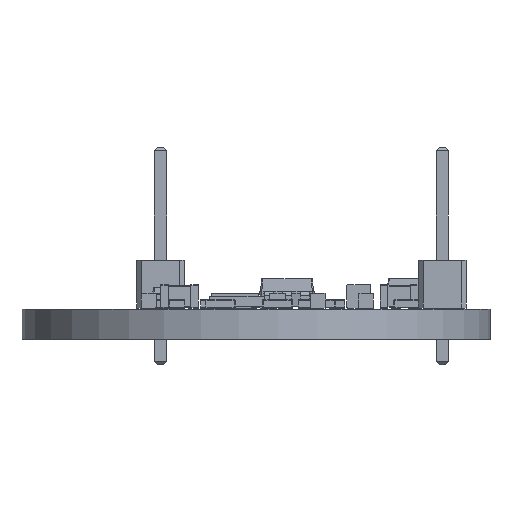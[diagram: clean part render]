
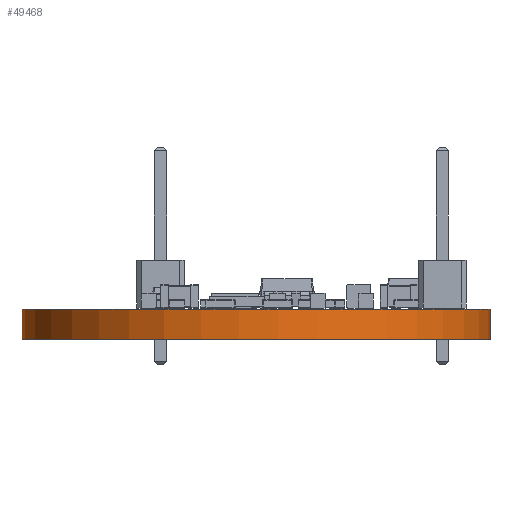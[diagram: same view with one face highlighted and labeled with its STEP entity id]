
A CAD part, left-side view. The second image highlights one B-rep face of the part: STEP entity #49468.
In plain terms, the highlighted cylindrical face has radius 12.446 mm (diameter 24.892 mm), a partial arc.
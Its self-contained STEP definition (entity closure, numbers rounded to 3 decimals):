
#49287 = PLANE('',#49288);
#49288 = AXIS2_PLACEMENT_3D('',#49289,#49290,#49291);
#49289 = CARTESIAN_POINT('',(67.818,-38.354,0.));
#49290 = DIRECTION('',(0.,-1.,0.));
#49291 = DIRECTION('',(-1.,0.,0.));
#49312 = VERTEX_POINT('',#49313);
#49313 = CARTESIAN_POINT('',(65.786,-38.354,1.6));
#49327 = PLANE('',#49328);
#49328 = AXIS2_PLACEMENT_3D('',#49329,#49330,#49331);
#49329 = CARTESIAN_POINT('',(78.227,-50.742,1.6));
#49330 = DIRECTION('',(0.,0.,1.));
#49331 = DIRECTION('',(1.,0.,0.));
#49339 = EDGE_CURVE('',#49340,#49312,#49342,.T.);
#49340 = VERTEX_POINT('',#49341);
#49341 = CARTESIAN_POINT('',(65.786,-38.354,0.));
#49342 = SURFACE_CURVE('',#49343,(#49347,#49354),.PCURVE_S1.);
#49343 = LINE('',#49344,#49345);
#49344 = CARTESIAN_POINT('',(65.786,-38.354,0.));
#49345 = VECTOR('',#49346,1.);
#49346 = DIRECTION('',(0.,0.,1.));
#49347 = PCURVE('',#49287,#49348);
#49348 = DEFINITIONAL_REPRESENTATION('',(#49349),#49353);
#49349 = LINE('',#49350,#49351);
#49350 = CARTESIAN_POINT('',(2.032,0.));
#49351 = VECTOR('',#49352,1.);
#49352 = DIRECTION('',(0.,-1.));
#49353 = ( GEOMETRIC_REPRESENTATION_CONTEXT(2) 
PARAMETRIC_REPRESENTATION_CONTEXT() REPRESENTATION_CONTEXT('2D SPACE',''
  ) );
#49354 = PCURVE('',#49355,#49360);
#49355 = CYLINDRICAL_SURFACE('',#49356,12.446);
#49356 = AXIS2_PLACEMENT_3D('',#49357,#49358,#49359);
#49357 = CARTESIAN_POINT('',(65.786,-50.8,0.));
#49358 = DIRECTION('',(0.,0.,-1.));
#49359 = DIRECTION('',(1.,0.,0.));
#49360 = DEFINITIONAL_REPRESENTATION('',(#49361),#49365);
#49361 = LINE('',#49362,#49363);
#49362 = CARTESIAN_POINT('',(-1.571,0.));
#49363 = VECTOR('',#49364,1.);
#49364 = DIRECTION('',(0.,-1.));
#49365 = ( GEOMETRIC_REPRESENTATION_CONTEXT(2) 
PARAMETRIC_REPRESENTATION_CONTEXT() REPRESENTATION_CONTEXT('2D SPACE',''
  ) );
#49381 = PLANE('',#49382);
#49382 = AXIS2_PLACEMENT_3D('',#49383,#49384,#49385);
#49383 = CARTESIAN_POINT('',(78.227,-50.742,0.));
#49384 = DIRECTION('',(0.,0.,1.));
#49385 = DIRECTION('',(1.,0.,0.));
#49468 = ADVANCED_FACE('',(#49469),#49355,.T.);
#49469 = FACE_BOUND('',#49470,.F.);
#49470 = EDGE_LOOP('',(#49471,#49472,#49496,#49524));
#49471 = ORIENTED_EDGE('',*,*,#49339,.T.);
#49472 = ORIENTED_EDGE('',*,*,#49473,.T.);
#49473 = EDGE_CURVE('',#49312,#49474,#49476,.T.);
#49474 = VERTEX_POINT('',#49475);
#49475 = CARTESIAN_POINT('',(66.082,-63.242,1.6));
#49476 = SURFACE_CURVE('',#49477,(#49482,#49489),.PCURVE_S1.);
#49477 = CIRCLE('',#49478,12.446);
#49478 = AXIS2_PLACEMENT_3D('',#49479,#49480,#49481);
#49479 = CARTESIAN_POINT('',(65.786,-50.8,1.6));
#49480 = DIRECTION('',(0.,0.,1.));
#49481 = DIRECTION('',(1.,0.,0.));
#49482 = PCURVE('',#49355,#49483);
#49483 = DEFINITIONAL_REPRESENTATION('',(#49484),#49488);
#49484 = LINE('',#49485,#49486);
#49485 = CARTESIAN_POINT('',(0.,-1.6));
#49486 = VECTOR('',#49487,1.);
#49487 = DIRECTION('',(-1.,0.));
#49488 = ( GEOMETRIC_REPRESENTATION_CONTEXT(2) 
PARAMETRIC_REPRESENTATION_CONTEXT() REPRESENTATION_CONTEXT('2D SPACE',''
  ) );
#49489 = PCURVE('',#49327,#49490);
#49490 = DEFINITIONAL_REPRESENTATION('',(#49491),#49495);
#49491 = CIRCLE('',#49492,12.446);
#49492 = AXIS2_PLACEMENT_2D('',#49493,#49494);
#49493 = CARTESIAN_POINT('',(-12.441,-0.058));
#49494 = DIRECTION('',(1.,0.));
#49495 = ( GEOMETRIC_REPRESENTATION_CONTEXT(2) 
PARAMETRIC_REPRESENTATION_CONTEXT() REPRESENTATION_CONTEXT('2D SPACE',''
  ) );
#49496 = ORIENTED_EDGE('',*,*,#49497,.F.);
#49497 = EDGE_CURVE('',#49498,#49474,#49500,.T.);
#49498 = VERTEX_POINT('',#49499);
#49499 = CARTESIAN_POINT('',(66.082,-63.242,0.));
#49500 = SURFACE_CURVE('',#49501,(#49505,#49512),.PCURVE_S1.);
#49501 = LINE('',#49502,#49503);
#49502 = CARTESIAN_POINT('',(66.082,-63.242,0.));
#49503 = VECTOR('',#49504,1.);
#49504 = DIRECTION('',(0.,0.,1.));
#49505 = PCURVE('',#49355,#49506);
#49506 = DEFINITIONAL_REPRESENTATION('',(#49507),#49511);
#49507 = LINE('',#49508,#49509);
#49508 = CARTESIAN_POINT('',(-4.736,0.));
#49509 = VECTOR('',#49510,1.);
#49510 = DIRECTION('',(0.,-1.));
#49511 = ( GEOMETRIC_REPRESENTATION_CONTEXT(2) 
PARAMETRIC_REPRESENTATION_CONTEXT() REPRESENTATION_CONTEXT('2D SPACE',''
  ) );
#49512 = PCURVE('',#49513,#49518);
#49513 = PLANE('',#49514);
#49514 = AXIS2_PLACEMENT_3D('',#49515,#49516,#49517);
#49515 = CARTESIAN_POINT('',(66.082,-63.242,0.));
#49516 = DIRECTION('',(0.,1.,0.));
#49517 = DIRECTION('',(1.,0.,0.));
#49518 = DEFINITIONAL_REPRESENTATION('',(#49519),#49523);
#49519 = LINE('',#49520,#49521);
#49520 = CARTESIAN_POINT('',(0.,0.));
#49521 = VECTOR('',#49522,1.);
#49522 = DIRECTION('',(0.,-1.));
#49523 = ( GEOMETRIC_REPRESENTATION_CONTEXT(2) 
PARAMETRIC_REPRESENTATION_CONTEXT() REPRESENTATION_CONTEXT('2D SPACE',''
  ) );
#49524 = ORIENTED_EDGE('',*,*,#49525,.F.);
#49525 = EDGE_CURVE('',#49340,#49498,#49526,.T.);
#49526 = SURFACE_CURVE('',#49527,(#49532,#49539),.PCURVE_S1.);
#49527 = CIRCLE('',#49528,12.446);
#49528 = AXIS2_PLACEMENT_3D('',#49529,#49530,#49531);
#49529 = CARTESIAN_POINT('',(65.786,-50.8,0.));
#49530 = DIRECTION('',(0.,0.,1.));
#49531 = DIRECTION('',(1.,0.,0.));
#49532 = PCURVE('',#49355,#49533);
#49533 = DEFINITIONAL_REPRESENTATION('',(#49534),#49538);
#49534 = LINE('',#49535,#49536);
#49535 = CARTESIAN_POINT('',(0.,0.));
#49536 = VECTOR('',#49537,1.);
#49537 = DIRECTION('',(-1.,0.));
#49538 = ( GEOMETRIC_REPRESENTATION_CONTEXT(2) 
PARAMETRIC_REPRESENTATION_CONTEXT() REPRESENTATION_CONTEXT('2D SPACE',''
  ) );
#49539 = PCURVE('',#49381,#49540);
#49540 = DEFINITIONAL_REPRESENTATION('',(#49541),#49545);
#49541 = CIRCLE('',#49542,12.446);
#49542 = AXIS2_PLACEMENT_2D('',#49543,#49544);
#49543 = CARTESIAN_POINT('',(-12.441,-0.058));
#49544 = DIRECTION('',(1.,0.));
#49545 = ( GEOMETRIC_REPRESENTATION_CONTEXT(2) 
PARAMETRIC_REPRESENTATION_CONTEXT() REPRESENTATION_CONTEXT('2D SPACE',''
  ) );
